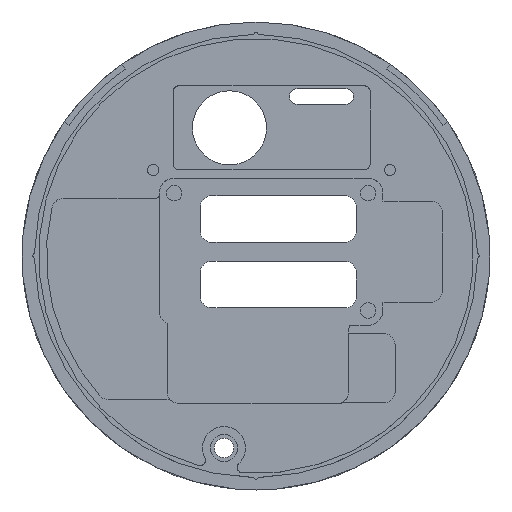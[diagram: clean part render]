
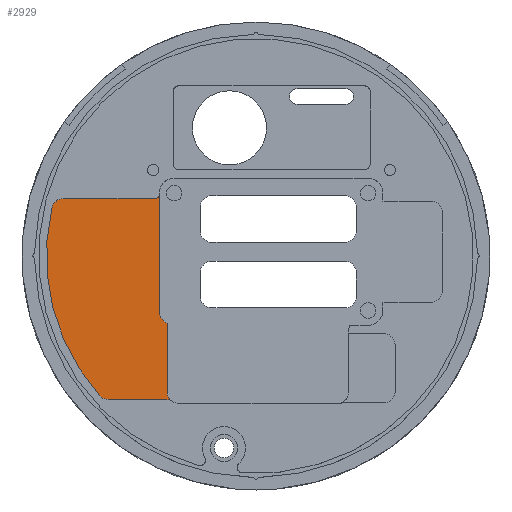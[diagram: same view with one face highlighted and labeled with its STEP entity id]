
A CAD part, top view. The second image highlights one B-rep face of the part: STEP entity #2929.
In plain terms, the highlighted planar face has unit normal (0, 0, 1).
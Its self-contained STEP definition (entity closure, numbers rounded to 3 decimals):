
#42=PLANE('',#3130);
#114=FACE_OUTER_BOUND('',#277,.T.);
#277=EDGE_LOOP('',(#1991,#1992,#1993,#1994,#1995,#1996,#1997,#1998,#1999,
#2000,#2001));
#473=LINE('',#4540,#724);
#477=LINE('',#4550,#728);
#482=LINE('',#4564,#733);
#483=LINE('',#4567,#734);
#724=VECTOR('',#3542,10.);
#728=VECTOR('',#3552,10.);
#733=VECTOR('',#3565,10.);
#734=VECTOR('',#3568,10.);
#953=CIRCLE('',#3098,2.5);
#978=CIRCLE('',#3126,1.);
#979=CIRCLE('',#3129,3.);
#980=CIRCLE('',#3131,3.);
#981=CIRCLE('',#3132,3.8);
#982=CIRCLE('',#3133,3.);
#983=CIRCLE('',#3134,53.75);
#1158=VERTEX_POINT('',#4443);
#1159=VERTEX_POINT('',#4445);
#1204=VERTEX_POINT('',#4539);
#1205=VERTEX_POINT('',#4543);
#1206=VERTEX_POINT('',#4545);
#1207=VERTEX_POINT('',#4549);
#1210=VERTEX_POINT('',#4557);
#1211=VERTEX_POINT('',#4561);
#1212=VERTEX_POINT('',#4563);
#1213=VERTEX_POINT('',#4566);
#1214=VERTEX_POINT('',#4568);
#1470=EDGE_CURVE('',#1158,#1159,#953,.F.);
#1517=EDGE_CURVE('',#1204,#1159,#473,.F.);
#1520=EDGE_CURVE('',#1205,#1206,#978,.F.);
#1522=EDGE_CURVE('',#1206,#1207,#477,.T.);
#1526=EDGE_CURVE('',#1210,#1204,#979,.T.);
#1528=EDGE_CURVE('',#1158,#1211,#980,.F.);
#1529=EDGE_CURVE('',#1212,#1211,#482,.T.);
#1530=EDGE_CURVE('',#1207,#1212,#981,.T.);
#1531=EDGE_CURVE('',#1213,#1205,#483,.T.);
#1532=EDGE_CURVE('',#1213,#1214,#982,.T.);
#1533=EDGE_CURVE('',#1210,#1214,#983,.F.);
#1991=ORIENTED_EDGE('',*,*,#1526,.T.);
#1992=ORIENTED_EDGE('',*,*,#1517,.T.);
#1993=ORIENTED_EDGE('',*,*,#1470,.F.);
#1994=ORIENTED_EDGE('',*,*,#1528,.T.);
#1995=ORIENTED_EDGE('',*,*,#1529,.F.);
#1996=ORIENTED_EDGE('',*,*,#1530,.F.);
#1997=ORIENTED_EDGE('',*,*,#1522,.F.);
#1998=ORIENTED_EDGE('',*,*,#1520,.F.);
#1999=ORIENTED_EDGE('',*,*,#1531,.F.);
#2000=ORIENTED_EDGE('',*,*,#1532,.T.);
#2001=ORIENTED_EDGE('',*,*,#1533,.F.);
#2929=ADVANCED_FACE('',(#114),#42,.F.);
#3098=AXIS2_PLACEMENT_3D('',#4446,#3466,#3467);
#3126=AXIS2_PLACEMENT_3D('',#4546,#3547,#3548);
#3129=AXIS2_PLACEMENT_3D('',#4558,#3558,#3559);
#3130=AXIS2_PLACEMENT_3D('',#4560,#3561,#3562);
#3131=AXIS2_PLACEMENT_3D('',#4562,#3563,#3564);
#3132=AXIS2_PLACEMENT_3D('',#4565,#3566,#3567);
#3133=AXIS2_PLACEMENT_3D('',#4569,#3569,#3570);
#3134=AXIS2_PLACEMENT_3D('',#4570,#3571,#3572);
#3466=DIRECTION('center_axis',(0.,0.,-1.));
#3467=DIRECTION('ref_axis',(0.293,0.956,0.));
#3542=DIRECTION('',(-1.,0.,0.));
#3547=DIRECTION('center_axis',(0.,0.,-1.));
#3548=DIRECTION('ref_axis',(0.707,-0.707,0.));
#3552=DIRECTION('',(0.,-1.,0.));
#3558=DIRECTION('center_axis',(0.,0.,1.));
#3559=DIRECTION('ref_axis',(-0.408,-0.913,0.));
#3561=DIRECTION('center_axis',(0.,0.,-1.));
#3562=DIRECTION('ref_axis',(0.,1.,0.));
#3563=DIRECTION('center_axis',(0.,0.,1.));
#3564=DIRECTION('ref_axis',(-0.707,-0.707,0.));
#3565=DIRECTION('',(0.,-1.,0.));
#3566=DIRECTION('center_axis',(0.,0.,1.));
#3567=DIRECTION('ref_axis',(-1.,0.,0.));
#3568=DIRECTION('',(1.,0.,0.));
#3569=DIRECTION('center_axis',(0.,0.,1.));
#3570=DIRECTION('ref_axis',(-0.62,0.785,0.));
#3571=DIRECTION('center_axis',(0.,0.,1.));
#3572=DIRECTION('ref_axis',(-0.962,0.274,0.));
#4443=CARTESIAN_POINT('',(-0.482,-59.674,-36.064));
#4445=CARTESIAN_POINT('',(-1.882,-59.246,-36.064));
#4446=CARTESIAN_POINT('Origin',(-1.882,-61.746,-36.064));
#4539=CARTESIAN_POINT('',(-16.827,-59.246,-36.064));
#4540=CARTESIAN_POINT('',(-5.052,-59.246,-36.064));
#4543=CARTESIAN_POINT('',(-4.8,-7.68,-36.064));
#4545=CARTESIAN_POINT('',(-3.8,-6.68,-36.064));
#4546=CARTESIAN_POINT('Origin',(-4.8,-6.68,-36.064));
#4549=CARTESIAN_POINT('',(-3.8,-36.391,-36.064));
#4550=CARTESIAN_POINT('',(-3.8,-47.068,-36.064));
#4557=CARTESIAN_POINT('',(-19.063,-58.246,-36.064));
#4558=CARTESIAN_POINT('Origin',(-16.827,-56.246,-36.064));
#4560=CARTESIAN_POINT('Origin',(-5.052,-57.746,-36.064));
#4561=CARTESIAN_POINT('',(-1.802,-57.189,-36.064));
#4562=CARTESIAN_POINT('Origin',(1.198,-57.189,-36.064));
#4563=CARTESIAN_POINT('',(-1.802,-39.736,-36.064));
#4564=CARTESIAN_POINT('',(-1.802,-58.967,-36.064));
#4565=CARTESIAN_POINT('Origin',(0.,-36.391,
-36.064));
#4566=CARTESIAN_POINT('',(-28.375,-7.68,-36.064));
#4567=CARTESIAN_POINT('',(-5.052,-7.68,-36.064));
#4568=CARTESIAN_POINT('',(-31.294,-9.987,-36.064));
#4569=CARTESIAN_POINT('Origin',(-28.375,-10.68,-36.064));
#4570=CARTESIAN_POINT('Origin',(21.,-22.413,-36.064));
